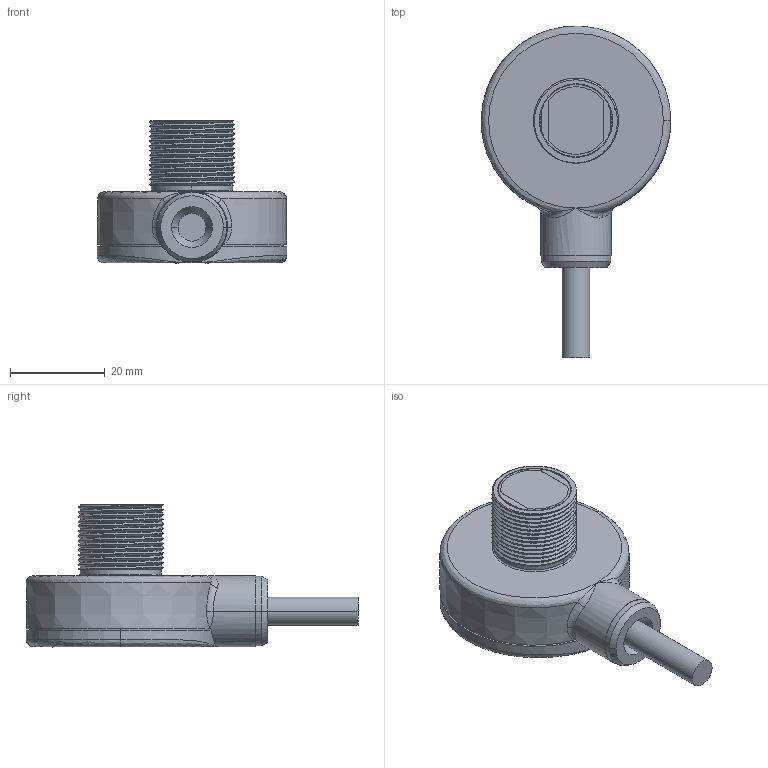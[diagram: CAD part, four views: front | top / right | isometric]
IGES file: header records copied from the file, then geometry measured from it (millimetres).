
Start section:  PTC IGES file: 155318.igs
Global section: file name: 155318.igs; native system: Pro/ENGINEER by Parametric Technology Corporation; preprocessor: 2009141; author: banengservice; organization: Unknown; date: 20101203.084520; units: inch
Bounding box: 40.08 x 70.21 x 30.09 mm (x, y, z)
Volume: 10564.8 mm3; surface area: 16066.1 mm2
Topology: 3 solids, 4 shells, 404 faces, 987 edges, 628 vertices
Faces by surface type: bspline 218, revolution 186
